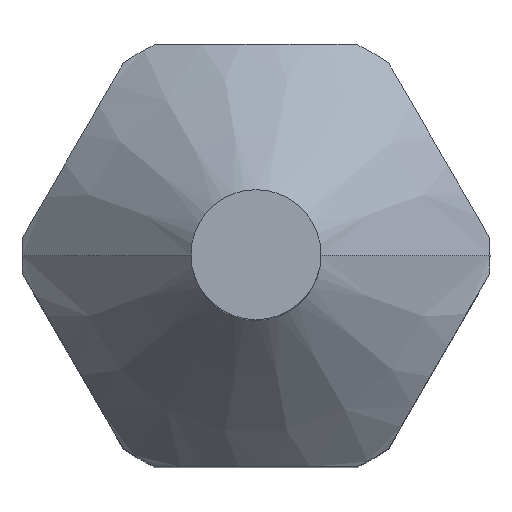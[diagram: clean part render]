
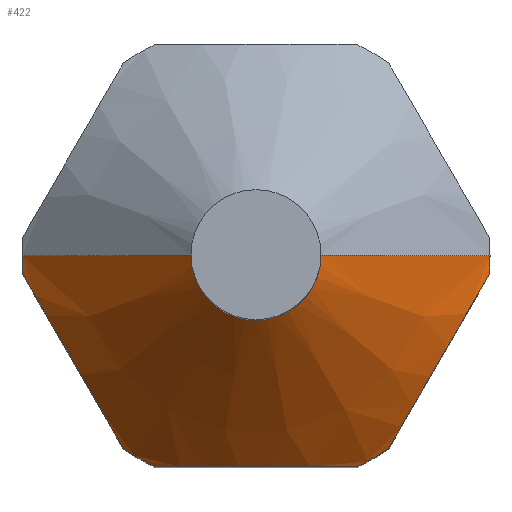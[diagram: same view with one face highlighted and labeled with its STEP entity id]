
A CAD part, top view. The second image highlights one B-rep face of the part: STEP entity #422.
In plain terms, the highlighted conical face has half-angle 45 degrees and reference radius 4.6 mm.
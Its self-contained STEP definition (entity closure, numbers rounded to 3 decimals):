
#208=EDGE_CURVE('',#494,#332,#593,.T.);
#212=EDGE_CURVE('',#398,#362,#597,.T.);
#234=EDGE_CURVE('',#376,#312,#623,.T.);
#262=EDGE_CURVE('',#494,#446,#657,.T.);
#274=EDGE_CURVE('',#326,#288,#670,.T.);
#276=EDGE_CURVE('',#446,#288,#672,.T.);
#288=VERTEX_POINT('',#687);
#292=EDGE_CURVE('',#326,#312,#691,.T.);
#312=VERTEX_POINT('',#712);
#326=VERTEX_POINT('',#726);
#332=VERTEX_POINT('',#733);
#342=EDGE_CURVE('',#376,#362,#744,.T.);
#362=VERTEX_POINT('',#765);
#376=VERTEX_POINT('',#780);
#392=EDGE_CURVE('',#398,#448,#796,.T.);
#398=VERTEX_POINT('',#803);
#422=ADVANCED_FACE('',(#830),#831,.T.);
#440=EDGE_CURVE('',#448,#332,#851,.T.);
#446=VERTEX_POINT('',#857);
#448=VERTEX_POINT('',#859);
#494=VERTEX_POINT('',#909);
#593=CIRCLE('',#1008,2.0);
#597=(B_SPLINE_CURVE(2,(#1016,#1017,#1018),.UNSPECIFIED.,.F.,.F.)B_SPLINE_CURVE_WITH_KNOTS((3,3),(0.0,6.35),.UNSPECIFIED.)RATIONAL_B_SPLINE_CURVE((1.0,1.108,1.0))BOUNDED_CURVE()REPRESENTATION_ITEM('')GEOMETRIC_REPRESENTATION_ITEM()CURVE());
#623=(B_SPLINE_CURVE(2,(#1075,#1076,#1077),.UNSPECIFIED.,.F.,.F.)B_SPLINE_CURVE_WITH_KNOTS((3,3),(0.0,6.35),.UNSPECIFIED.)RATIONAL_B_SPLINE_CURVE((1.0,1.108,1.0))BOUNDED_CURVE()REPRESENTATION_ITEM('')GEOMETRIC_REPRESENTATION_ITEM()CURVE());
#657=LINE('',#1126,#1127);
#670=(B_SPLINE_CURVE(2,(#1145,#1146,#1147),.UNSPECIFIED.,.F.,.F.)B_SPLINE_CURVE_WITH_KNOTS((3,3),(0.0,6.35),.UNSPECIFIED.)RATIONAL_B_SPLINE_CURVE((1.0,1.108,1.0))BOUNDED_CURVE()REPRESENTATION_ITEM('')GEOMETRIC_REPRESENTATION_ITEM()CURVE());
#672=CIRCLE('',#1156,7.2);
#687=CARTESIAN_POINT('',(-7.178,-0.568,11.8));
#691=CIRCLE('',#1178,7.2);
#712=CARTESIAN_POINT('',(-3.097,-6.5,11.8));
#726=CARTESIAN_POINT('',(-4.081,-5.932,11.8));
#733=CARTESIAN_POINT('',(2.0,0.,17.0));
#744=CIRCLE('',#1259,7.2);
#765=CARTESIAN_POINT('',(4.081,-5.932,11.8));
#780=CARTESIAN_POINT('',(3.097,-6.5,11.8));
#796=CIRCLE('',#1344,7.2);
#803=CARTESIAN_POINT('',(7.178,-0.568,11.8));
#830=FACE_OUTER_BOUND('',#1404,.T.);
#831=CONICAL_SURFACE('',#1405,4.6,0.785);
#851=LINE('',#1430,#1431);
#857=CARTESIAN_POINT('',(-7.2,0.,11.8));
#859=CARTESIAN_POINT('',(7.2,0.,11.8));
#909=CARTESIAN_POINT('',(-2.0,0.,17.0));
#1008=AXIS2_PLACEMENT_3D('',#1700,#1701,#1702);
#1016=CARTESIAN_POINT('',(7.178,-0.568,11.8));
#1017=CARTESIAN_POINT('',(5.629,-3.25,13.132));
#1018=CARTESIAN_POINT('',(4.081,-5.932,11.8));
#1075=CARTESIAN_POINT('',(3.097,-6.5,11.8));
#1076=CARTESIAN_POINT('',(0.,-6.5,13.132));
#1077=CARTESIAN_POINT('',(-3.097,-6.5,11.8));
#1126=CARTESIAN_POINT('',(-4.6,0.,14.4));
#1127=VECTOR('',#1797,1.0);
#1145=CARTESIAN_POINT('',(-4.081,-5.932,11.8));
#1146=CARTESIAN_POINT('',(-5.629,-3.25,13.132));
#1147=CARTESIAN_POINT('',(-7.178,-0.568,11.8));
#1156=AXIS2_PLACEMENT_3D('',#1810,#1811,#1812);
#1178=AXIS2_PLACEMENT_3D('',#1846,#1847,#1848);
#1259=AXIS2_PLACEMENT_3D('',#1893,#1894,#1895);
#1344=AXIS2_PLACEMENT_3D('',#1938,#1939,#1940);
#1404=EDGE_LOOP('',(#1982,#1983,#1984,#1985,#1986,#1987,#1988,#1989,#1990,#1991));
#1405=AXIS2_PLACEMENT_3D('',#1992,#1993,#1994);
#1430=CARTESIAN_POINT('',(4.6,0.,14.4));
#1431=VECTOR('',#2020,1.0);
#1700=CARTESIAN_POINT('',(0.,0.,17.0));
#1701=DIRECTION('',(0.,0.,1.0));
#1702=DIRECTION('',(-1.0,0.,0.0));
#1797=DIRECTION('',(-0.707,0.,-0.707));
#1810=CARTESIAN_POINT('',(0.,0.,11.8));
#1811=DIRECTION('',(0.,0.,1.0));
#1812=DIRECTION('',(-1.0,0.,0.0));
#1846=CARTESIAN_POINT('',(0.,0.,11.8));
#1847=DIRECTION('',(0.,0.,1.0));
#1848=DIRECTION('',(-1.0,0.,0.0));
#1893=CARTESIAN_POINT('',(0.,0.,11.8));
#1894=DIRECTION('',(0.,0.,1.0));
#1895=DIRECTION('',(-1.0,0.,0.0));
#1938=CARTESIAN_POINT('',(0.,0.,11.8));
#1939=DIRECTION('',(0.,0.,1.0));
#1940=DIRECTION('',(-1.0,0.,0.0));
#1982=ORIENTED_EDGE('',*,*,#262,.T.);
#1983=ORIENTED_EDGE('',*,*,#276,.T.);
#1984=ORIENTED_EDGE('',*,*,#274,.F.);
#1985=ORIENTED_EDGE('',*,*,#292,.T.);
#1986=ORIENTED_EDGE('',*,*,#234,.F.);
#1987=ORIENTED_EDGE('',*,*,#342,.T.);
#1988=ORIENTED_EDGE('',*,*,#212,.F.);
#1989=ORIENTED_EDGE('',*,*,#392,.T.);
#1990=ORIENTED_EDGE('',*,*,#440,.T.);
#1991=ORIENTED_EDGE('',*,*,#208,.F.);
#1992=CARTESIAN_POINT('',(0.,0.,14.4));
#1993=DIRECTION('',(0.,0.,-1.0));
#1994=DIRECTION('',(-1.0,0.,0.0));
#2020=DIRECTION('',(-0.707,0.,0.707));
